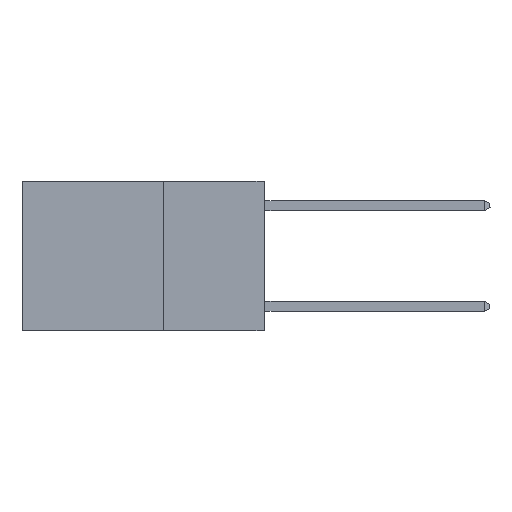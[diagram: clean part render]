
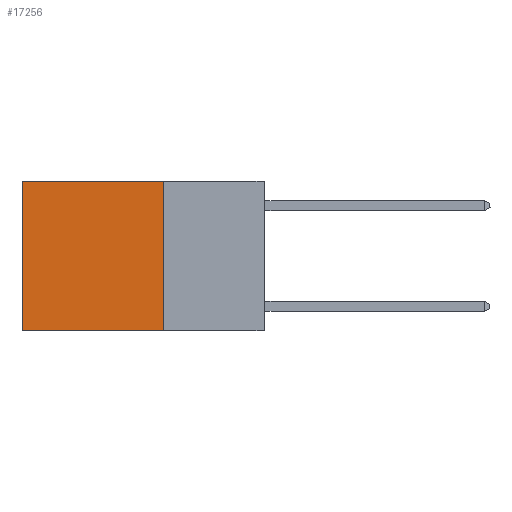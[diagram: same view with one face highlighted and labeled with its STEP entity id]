
A CAD part, left-side view. The second image highlights one B-rep face of the part: STEP entity #17256.
In plain terms, the highlighted planar face has unit normal (-1, 0, 0).
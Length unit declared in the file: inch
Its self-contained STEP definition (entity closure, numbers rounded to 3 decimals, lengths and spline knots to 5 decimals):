
#2386 = FACE_OUTER_BOUND ( 'NONE', #10980, .T. ) ;
#2626 = VERTEX_POINT ( 'NONE', #6480 ) ;
#3672 = CARTESIAN_POINT ( 'NONE',  ( 0.2625, 0.6, -0.37 ) ) ;
#3853 = LINE ( 'NONE', #11505, #9287 ) ;
#4252 = CARTESIAN_POINT ( 'NONE',  ( 0.2625, 0.6, 0. ) ) ;
#4317 = LINE ( 'NONE', #26971, #16600 ) ;
#5230 = ORIENTED_EDGE ( 'NONE', *, *, #21644, .T. ) ;
#5256 = LINE ( 'NONE', #14757, #21506 ) ;
#6480 = CARTESIAN_POINT ( 'NONE',  ( 0.2625, 0.25, -0.37 ) ) ;
#6827 = DIRECTION ( 'NONE',  ( 0., 1., 0. ) ) ;
#9287 = VECTOR ( 'NONE', #6827, 39.37008 ) ;
#10300 = PLANE ( 'NONE',  #21187 ) ;
#10980 = EDGE_LOOP ( 'NONE', ( #5230, #29472, #20709, #17323 ) ) ;
#11505 = CARTESIAN_POINT ( 'NONE',  ( 0.2625, 0.25, 0. ) ) ;
#12091 = CARTESIAN_POINT ( 'NONE',  ( 0.2625, 0.25, 0. ) ) ;
#12350 = EDGE_CURVE ( 'NONE', #2626, #15531, #25657, .T. ) ;
#12764 = VECTOR ( 'NONE', #15360, 39.37008 ) ;
#13068 = CARTESIAN_POINT ( 'NONE',  ( 0.2625, 0.25, -0.37 ) ) ;
#13169 = DIRECTION ( 'NONE',  ( 0., 0., -1. ) ) ;
#13325 = VERTEX_POINT ( 'NONE', #12091 ) ;
#14757 = CARTESIAN_POINT ( 'NONE',  ( 0.2625, 0.25, 0. ) ) ;
#14900 = DIRECTION ( 'NONE',  ( 0., 0., -1. ) ) ;
#15360 = DIRECTION ( 'NONE',  ( 0., 1., 0. ) ) ;
#15531 = VERTEX_POINT ( 'NONE', #3672 ) ;
#16600 = VECTOR ( 'NONE', #13169, 39.37008 ) ;
#17256 = ADVANCED_FACE ( 'NONE', ( #2386 ), #10300, .F. ) ;
#17323 = ORIENTED_EDGE ( 'NONE', *, *, #23228, .T. ) ;
#18775 = VERTEX_POINT ( 'NONE', #4252 ) ;
#19419 = DIRECTION ( 'NONE',  ( 0., 0., -1. ) ) ;
#20709 = ORIENTED_EDGE ( 'NONE', *, *, #25483, .F. ) ;
#21187 = AXIS2_PLACEMENT_3D ( 'NONE', #26328, #28585, #14900 ) ;
#21506 = VECTOR ( 'NONE', #19419, 39.37008 ) ;
#21644 = EDGE_CURVE ( 'NONE', #18775, #15531, #4317, .T. ) ;
#23228 = EDGE_CURVE ( 'NONE', #13325, #18775, #3853, .T. ) ;
#25483 = EDGE_CURVE ( 'NONE', #13325, #2626, #5256, .T. ) ;
#25657 = LINE ( 'NONE', #13068, #12764 ) ;
#26328 = CARTESIAN_POINT ( 'NONE',  ( 0.2625, 0.25, 0. ) ) ;
#26971 = CARTESIAN_POINT ( 'NONE',  ( 0.2625, 0.6, 0. ) ) ;
#28585 = DIRECTION ( 'NONE',  ( 1., 0., 0. ) ) ;
#29472 = ORIENTED_EDGE ( 'NONE', *, *, #12350, .F. ) ;
